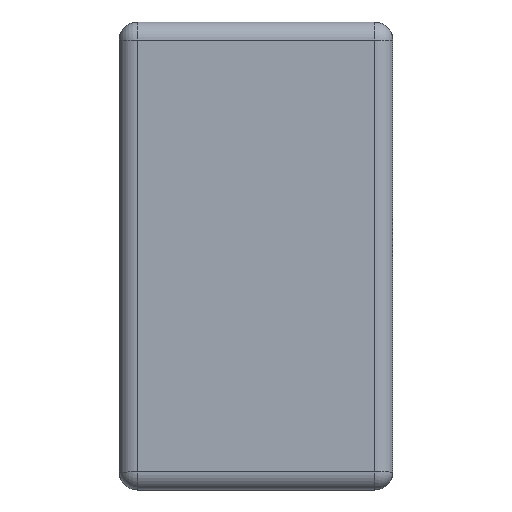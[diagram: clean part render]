
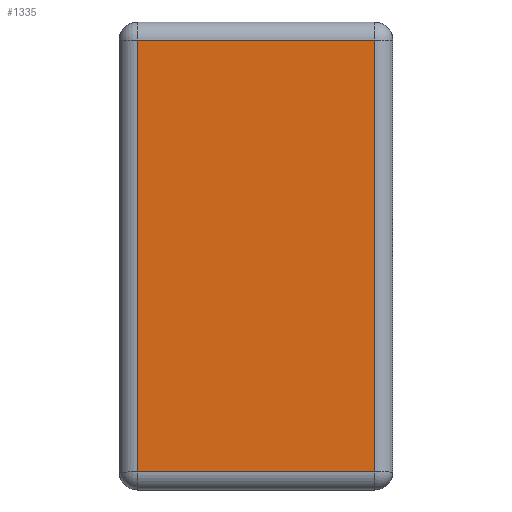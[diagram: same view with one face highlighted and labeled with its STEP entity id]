
A CAD part, left-side view. The second image highlights one B-rep face of the part: STEP entity #1335.
In plain terms, the highlighted planar face has unit normal (-1, 0, 0).
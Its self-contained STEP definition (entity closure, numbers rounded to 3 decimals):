
#322 = LINE ( 'NONE', #372, #371 ) ;
#323 = CARTESIAN_POINT ( 'NONE',  ( -1.3, 0.71, -0.6 ) ) ;
#324 = DIRECTION ( 'NONE',  ( 0., 0., -1. ) ) ;
#325 = VECTOR ( 'NONE', #324, 1000. ) ;
#326 = CARTESIAN_POINT ( 'NONE',  ( -1.3, 0.71, 0.65 ) ) ;
#327 = LINE ( 'NONE', #326, #325 ) ;
#328 = CARTESIAN_POINT ( 'NONE',  ( -1.3, 0.71, 0.6 ) ) ;
#329 = CARTESIAN_POINT ( 'NONE',  ( -1.3, 0.05, 0.6 ) ) ;
#330 = DIRECTION ( 'NONE',  ( 0., 1., 0. ) ) ;
#331 = VECTOR ( 'NONE', #330, 1000. ) ;
#332 = CARTESIAN_POINT ( 'NONE',  ( -1.3, 0.76, 0.6 ) ) ;
#333 = LINE ( 'NONE', #332, #331 ) ;
#364 = DIRECTION ( 'NONE',  ( 0., 0., 1. ) ) ;
#365 = VECTOR ( 'NONE', #364, 1000. ) ;
#366 = CARTESIAN_POINT ( 'NONE',  ( -1.3, 0.05, 0.65 ) ) ;
#367 = LINE ( 'NONE', #366, #365 ) ;
#369 = CARTESIAN_POINT ( 'NONE',  ( -1.3, 0.05, -0.6 ) ) ;
#370 = DIRECTION ( 'NONE',  ( 0., -1., 0. ) ) ;
#371 = VECTOR ( 'NONE', #370, 1000. ) ;
#372 = CARTESIAN_POINT ( 'NONE',  ( -1.3, 0.76, -0.6 ) ) ;
#567 = DIRECTION ( 'NONE',  ( 0., 0., -1. ) ) ;
#568 = DIRECTION ( 'NONE',  ( 1., 0., 0. ) ) ;
#569 = CARTESIAN_POINT ( 'NONE',  ( -1.3, 0.76, 0.65 ) ) ;
#570 = AXIS2_PLACEMENT_3D ( 'NONE', #569, #568, #567 ) ;
#571 = PLANE ( 'NONE',  #570 ) ;
#586 = FACE_OUTER_BOUND ( 'NONE', #1283, .T. ) ;
#1259 = EDGE_CURVE ( 'NONE', #1260, #1261, #333, .T. ) ;
#1260 = VERTEX_POINT ( 'NONE', #329 ) ;
#1261 = VERTEX_POINT ( 'NONE', #328 ) ;
#1262 = ORIENTED_EDGE ( 'NONE', *, *, #1263, .T. ) ;
#1263 = EDGE_CURVE ( 'NONE', #1261, #1264, #327, .T. ) ;
#1264 = VERTEX_POINT ( 'NONE', #323 ) ;
#1265 = ORIENTED_EDGE ( 'NONE', *, *, #1266, .T. ) ;
#1266 = EDGE_CURVE ( 'NONE', #1264, #1267, #322, .T. ) ;
#1267 = VERTEX_POINT ( 'NONE', #369 ) ;
#1268 = ORIENTED_EDGE ( 'NONE', *, *, #1269, .T. ) ;
#1269 = EDGE_CURVE ( 'NONE', #1267, #1260, #367, .T. ) ;
#1283 = EDGE_LOOP ( 'NONE', ( #1336, #1262, #1265, #1268 ) ) ;
#1335 = ADVANCED_FACE ( 'NONE', ( #586 ), #571, .F. ) ;
#1336 = ORIENTED_EDGE ( 'NONE', *, *, #1259, .T. ) ;
